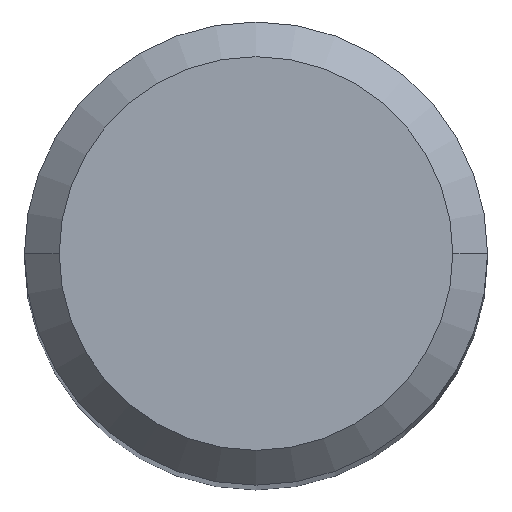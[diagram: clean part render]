
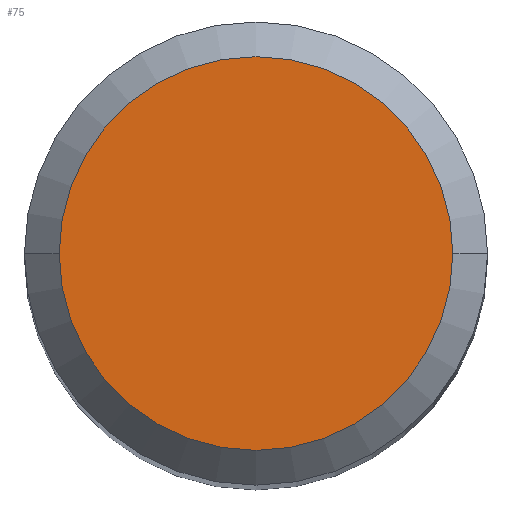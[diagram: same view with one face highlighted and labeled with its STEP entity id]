
A CAD part, top view. The second image highlights one B-rep face of the part: STEP entity #75.
In plain terms, the highlighted planar face has unit normal (0, 0, 1).
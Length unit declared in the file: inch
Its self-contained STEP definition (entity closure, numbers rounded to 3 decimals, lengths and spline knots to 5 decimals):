
#10 = EDGE_CURVE ( 'NONE', #452, #426, #289, .T. ) ;
#16 = AXIS2_PLACEMENT_3D ( 'NONE', #118, #190, #339 ) ;
#75 = ADVANCED_FACE ( 'NONE', ( #450 ), #156, .F. ) ;
#92 = DIRECTION ( 'NONE',  ( 1., 0., 0. ) ) ;
#113 = AXIS2_PLACEMENT_3D ( 'NONE', #424, #279, #162 ) ;
#118 = CARTESIAN_POINT ( 'NONE',  ( 0., 0., 0. ) ) ;
#139 = EDGE_CURVE ( 'NONE', #426, #452, #328, .T. ) ;
#156 = PLANE ( 'NONE',  #16 ) ;
#162 = DIRECTION ( 'NONE',  ( 1., 0., 0. ) ) ;
#181 = AXIS2_PLACEMENT_3D ( 'NONE', #395, #208, #92 ) ;
#185 = CARTESIAN_POINT ( 'NONE',  ( -0.10039, 0., 0. ) ) ;
#190 = DIRECTION ( 'NONE',  ( 0., 0., -1. ) ) ;
#208 = DIRECTION ( 'NONE',  ( 0., 0., 1. ) ) ;
#231 = ORIENTED_EDGE ( 'NONE', *, *, #139, .T. ) ;
#279 = DIRECTION ( 'NONE',  ( 0., 0., 1. ) ) ;
#289 = CIRCLE ( 'NONE', #113, 0.10039 ) ;
#319 = CARTESIAN_POINT ( 'NONE',  ( 0.10039, 0., 0. ) ) ;
#328 = CIRCLE ( 'NONE', #181, 0.10039 ) ;
#339 = DIRECTION ( 'NONE',  ( -1., 0., 0. ) ) ;
#382 = ORIENTED_EDGE ( 'NONE', *, *, #10, .T. ) ;
#395 = CARTESIAN_POINT ( 'NONE',  ( 0., 0., 0. ) ) ;
#424 = CARTESIAN_POINT ( 'NONE',  ( 0., 0., 0. ) ) ;
#426 = VERTEX_POINT ( 'NONE', #185 ) ;
#439 = EDGE_LOOP ( 'NONE', ( #231, #382 ) ) ;
#450 = FACE_OUTER_BOUND ( 'NONE', #439, .T. ) ;
#452 = VERTEX_POINT ( 'NONE', #319 ) ;
